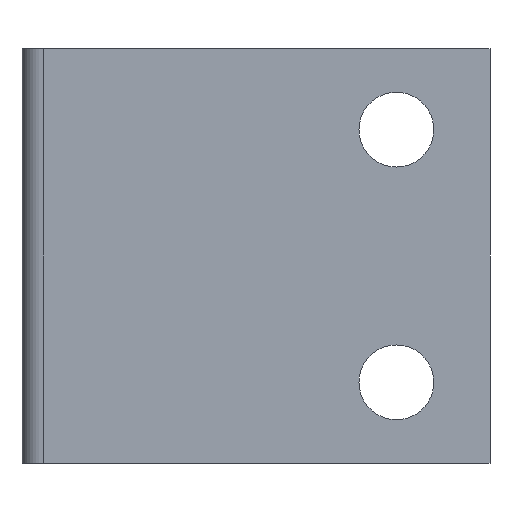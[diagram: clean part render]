
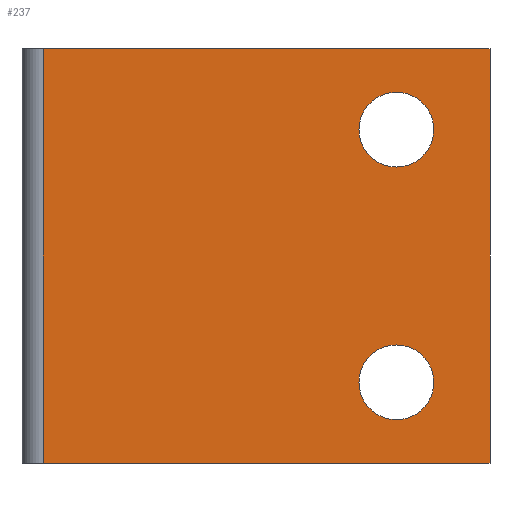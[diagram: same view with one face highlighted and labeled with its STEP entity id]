
A CAD part, front view. The second image highlights one B-rep face of the part: STEP entity #237.
In plain terms, the highlighted planar face has unit normal (0, -1, 0).
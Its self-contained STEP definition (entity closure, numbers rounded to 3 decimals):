
#157=CARTESIAN_POINT('',(1.122,0.,0.));
#158=VERTEX_POINT('',#157);
#166=CARTESIAN_POINT('',(1.122,0.,22.15));
#167=VERTEX_POINT('',#166);
#168=CARTESIAN_POINT('',(1.122,0.,22.15));
#169=DIRECTION('',(0.,0.,-1.));
#170=VECTOR('',#169,22.15);
#171=LINE('',#168,#170);
#172=EDGE_CURVE('',#167,#158,#171,.T.);
#185=CARTESIAN_POINT('',(1.122,0.,22.15));
#186=DIRECTION('',(0.,1.,0.));
#187=DIRECTION('',(0.,0.,1.));
#188=AXIS2_PLACEMENT_3D('',#185,#186,#187);
#189=PLANE('',#188);
#190=CARTESIAN_POINT('',(20.,0.,19.825));
#191=VERTEX_POINT('',#190);
#192=CARTESIAN_POINT('',(20.,0.,17.825));
#193=DIRECTION('',(0.,1.,0.));
#194=DIRECTION('',(0.,-0.,1.));
#195=AXIS2_PLACEMENT_3D('',#192,#193,#194);
#196=CIRCLE('',#195,2.);
#197=EDGE_CURVE('',#191,#191,#196,.T.);
#198=ORIENTED_EDGE('',*,*,#197,.T.);
#199=EDGE_LOOP('',(#198));
#200=FACE_BOUND('',#199,.T.);
#201=CARTESIAN_POINT('',(20.,0.,6.325));
#202=VERTEX_POINT('',#201);
#203=CARTESIAN_POINT('',(20.,0.,4.325));
#204=DIRECTION('',(0.,1.,0.));
#205=DIRECTION('',(0.,-0.,1.));
#206=AXIS2_PLACEMENT_3D('',#203,#204,#205);
#207=CIRCLE('',#206,2.);
#208=EDGE_CURVE('',#202,#202,#207,.T.);
#209=ORIENTED_EDGE('',*,*,#208,.T.);
#210=EDGE_LOOP('',(#209));
#211=FACE_BOUND('',#210,.T.);
#212=CARTESIAN_POINT('',(25.,0.,0.));
#213=VERTEX_POINT('',#212);
#214=CARTESIAN_POINT('',(1.122,0.,0.));
#215=DIRECTION('',(1.,0.,-0.));
#216=VECTOR('',#215,23.878);
#217=LINE('',#214,#216);
#218=EDGE_CURVE('',#158,#213,#217,.T.);
#219=ORIENTED_EDGE('',*,*,#218,.T.);
#220=CARTESIAN_POINT('',(25.,0.,22.15));
#221=VERTEX_POINT('',#220);
#222=CARTESIAN_POINT('',(25.,0.,22.15));
#223=DIRECTION('',(0.,0.,-1.));
#224=VECTOR('',#223,22.15);
#225=LINE('',#222,#224);
#226=EDGE_CURVE('',#221,#213,#225,.T.);
#227=ORIENTED_EDGE('',*,*,#226,.F.);
#228=CARTESIAN_POINT('',(1.122,0.,22.15));
#229=DIRECTION('',(1.,0.,-0.));
#230=VECTOR('',#229,23.878);
#231=LINE('',#228,#230);
#232=EDGE_CURVE('',#167,#221,#231,.T.);
#233=ORIENTED_EDGE('',*,*,#232,.F.);
#234=ORIENTED_EDGE('',*,*,#172,.T.);
#235=EDGE_LOOP('',(#219,#227,#233,#234));
#236=FACE_BOUND('',#235,.T.);
#237=ADVANCED_FACE('',(#200,#211,#236),#189,.F.);
